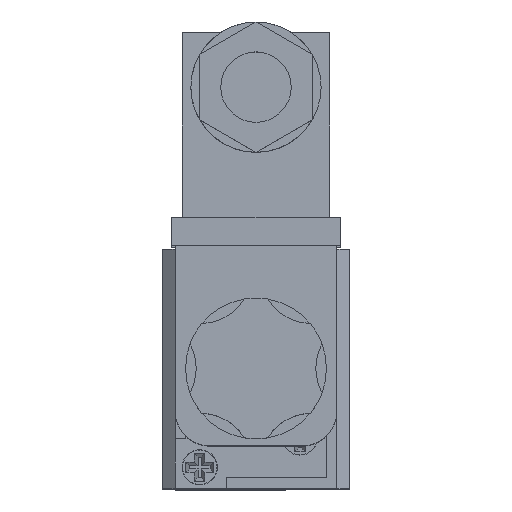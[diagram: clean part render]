
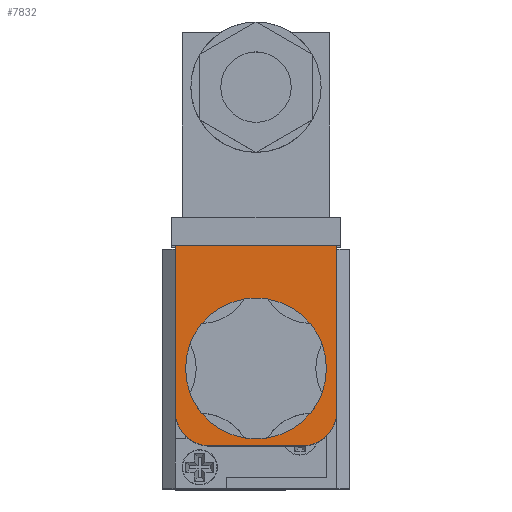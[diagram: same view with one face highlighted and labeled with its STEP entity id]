
A CAD part, top view. The second image highlights one B-rep face of the part: STEP entity #7832.
In plain terms, the highlighted planar face has unit normal (0, 0, 1).
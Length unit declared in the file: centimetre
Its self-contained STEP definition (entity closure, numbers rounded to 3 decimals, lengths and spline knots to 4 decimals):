
#188=FACE_BOUND($,#1310,.T.);
#377=CIRCLE($,#8392,1.);
#405=CIRCLE($,#8434,0.5);
#406=CIRCLE($,#8435,0.5);
#768=FACE_OUTER_BOUND($,#1309,.T.);
#1309=EDGE_LOOP($,(#5648,#5649,#5650,#5651,#5652,#5653));
#1310=EDGE_LOOP($,(#5654));
#1971=LINE($,#11900,#2753);
#1972=LINE($,#11902,#2754);
#1973=LINE($,#11904,#2755);
#1974=LINE($,#11908,#2756);
#2753=VECTOR($,#9555,2.35);
#2754=VECTOR($,#9556,2.3);
#2755=VECTOR($,#9557,2.35);
#2756=VECTOR($,#9560,1.3);
#3531=VERTEX_POINT($,#11794);
#3575=VERTEX_POINT($,#11898);
#3576=VERTEX_POINT($,#11899);
#3577=VERTEX_POINT($,#11901);
#3578=VERTEX_POINT($,#11903);
#3579=VERTEX_POINT($,#11905);
#3580=VERTEX_POINT($,#11907);
#4346=EDGE_CURVE($,#3531,#3531,#377,.T.);
#4392=EDGE_CURVE($,#3575,#3576,#1971,.T.);
#4393=EDGE_CURVE($,#3576,#3577,#1972,.T.);
#4394=EDGE_CURVE($,#3577,#3578,#1973,.T.);
#4395=EDGE_CURVE($,#3578,#3579,#405,.T.);
#4396=EDGE_CURVE($,#3579,#3580,#1974,.T.);
#4397=EDGE_CURVE($,#3580,#3575,#406,.T.);
#5648=ORIENTED_EDGE($,*,*,#4392,.T.);
#5649=ORIENTED_EDGE($,*,*,#4393,.T.);
#5650=ORIENTED_EDGE($,*,*,#4394,.T.);
#5651=ORIENTED_EDGE($,*,*,#4395,.T.);
#5652=ORIENTED_EDGE($,*,*,#4396,.T.);
#5653=ORIENTED_EDGE($,*,*,#4397,.T.);
#5654=ORIENTED_EDGE($,*,*,#4346,.T.);
#7463=PLANE($,#8433);
#7832=ADVANCED_FACE($,(#768,#188),#7463,.T.);
#8392=AXIS2_PLACEMENT_3D($,#11795,#9453,#9454);
#8433=AXIS2_PLACEMENT_3D($,#11897,#9553,#9554);
#8434=AXIS2_PLACEMENT_3D($,#11906,#9558,#9559);
#8435=AXIS2_PLACEMENT_3D($,#11909,#9561,#9562);
#9453=DIRECTION('center_axis',(0.,0.,
-1.));
#9454=DIRECTION('ref_axis',(-1.,0.,0.));
#9553=DIRECTION('center_axis',(0.,0.,
1.));
#9554=DIRECTION('ref_axis',(1.,0.,0.));
#9555=DIRECTION($,(0.,1.,0.));
#9556=DIRECTION($,(-1.,0.,0.));
#9557=DIRECTION($,(0.,-1.,0.));
#9558=DIRECTION('center_axis',(0.,0.,
1.));
#9559=DIRECTION('ref_axis',(1.,0.,0.));
#9560=DIRECTION($,(1.,0.,0.));
#9561=DIRECTION('center_axis',(0.,0.,
1.));
#9562=DIRECTION('ref_axis',(-1.,0.,0.));
#11794=CARTESIAN_POINT('',(-2.1242,-0.1978,8.0872));
#11795=CARTESIAN_POINT('Origin',(-1.1242,-0.1978,8.0872));
#11897=CARTESIAN_POINT('Origin',(-1.7742,-0.7978,8.0872));
#11898=CARTESIAN_POINT('',(0.0258,-0.7978,8.0872));
#11899=CARTESIAN_POINT('',(0.0258,1.5522,8.0872));
#11900=CARTESIAN_POINT($,(0.0258,-0.7978,8.0872));
#11901=CARTESIAN_POINT('',(-2.2742,1.5522,8.0872));
#11902=CARTESIAN_POINT($,(-2.2742,1.5522,8.0872));
#11903=CARTESIAN_POINT('',(-2.2742,-0.7978,8.0872));
#11904=CARTESIAN_POINT($,(-2.2742,-0.7978,8.0872));
#11905=CARTESIAN_POINT('',(-1.7742,-1.2978,8.0872));
#11906=CARTESIAN_POINT('Origin',(-1.7742,-0.7978,8.0872));
#11907=CARTESIAN_POINT('',(-0.4742,-1.2978,8.0872));
#11908=CARTESIAN_POINT($,(-1.7742,-1.2978,8.0872));
#11909=CARTESIAN_POINT('Origin',(-0.4742,-0.7978,8.0872));
